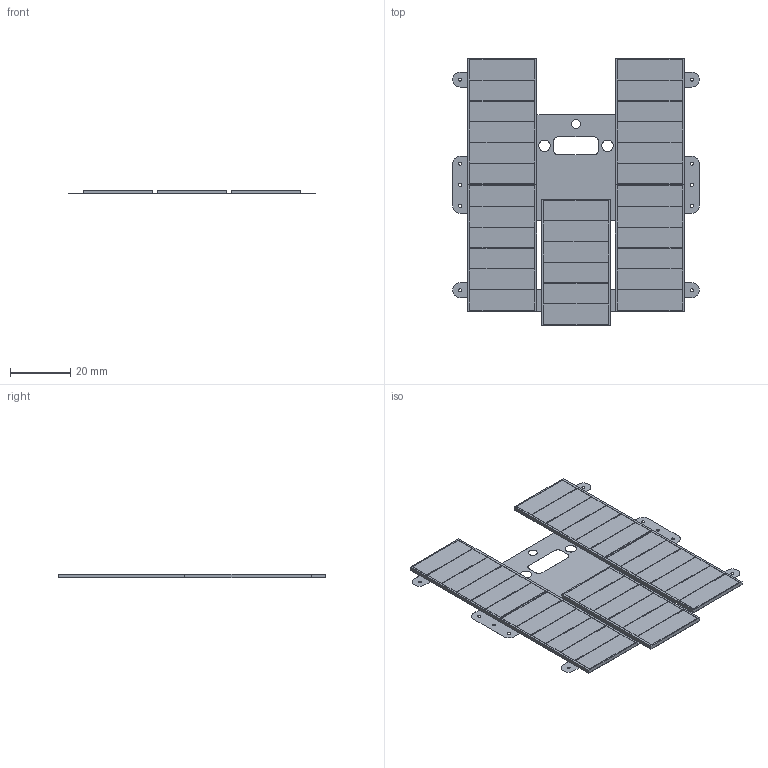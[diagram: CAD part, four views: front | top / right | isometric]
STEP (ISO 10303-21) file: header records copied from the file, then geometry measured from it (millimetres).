
FILE_DESCRIPTION(('KiCad electronic assembly'),'2;1');
FILE_NAME('Cell Backer.step','2026-02-05T00:57:27',('Pcbnew'),('Kicad'), 'Open CASCADE STEP processor 7.8','KiCad to STEP converter','Unknown' );
FILE_SCHEMA(('AUTOMOTIVE_DESIGN { 1 0 10303 214 1 1 1 1 }'));
Length unit declared in the file: millimetre
Products named in the file (3): Cell Backer 1; SM141K06TF; Cell Backer_PCB
Assembly tree (6 placements, depth 2):
  Cell Backer 1
    SM141K06TF  x5
    Cell Backer_PCB
Bounding box: 82.05 x 88.74 x 1.3 mm (x, y, z)
Volume: 5406.9 mm3; surface area: 19059.5 mm2
Topology: 6 solids, 6 shells, 331 faces, 837 edges, 558 vertices
Faces by surface type: plane 250, cylinder 81
Full cylindrical faces by diameter (mm): 1 x10, 3 x30, 3.8 x2
Entity records: 5781 total; most frequent: DIRECTION 979, CARTESIAN_POINT 973, ORIENTED_EDGE 954, EDGE_CURVE 477, LINE 331, VECTOR 331, AXIS2_PLACEMENT_3D 324, VERTEX_POINT 318
